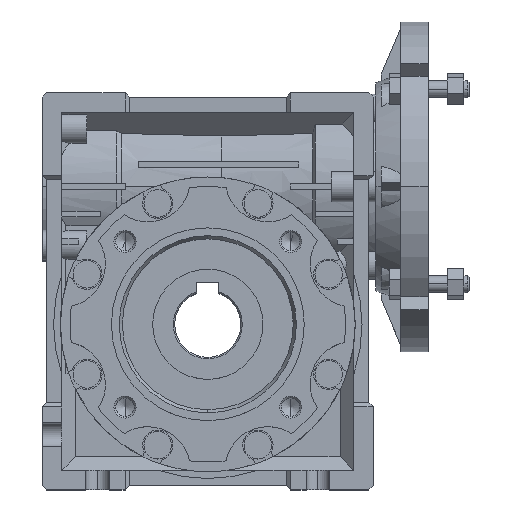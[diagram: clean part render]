
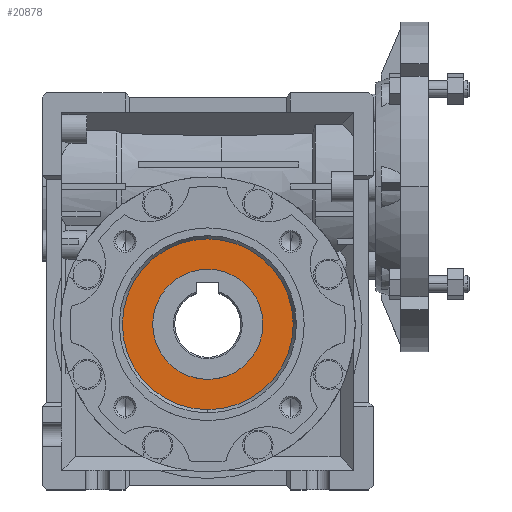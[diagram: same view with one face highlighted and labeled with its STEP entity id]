
A CAD part, top view. The second image highlights one B-rep face of the part: STEP entity #20878.
In plain terms, the highlighted planar face has unit normal (0, 0, 1).
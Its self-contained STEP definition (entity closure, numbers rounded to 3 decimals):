
#284 = CIRCLE ( 'NONE', #19030, 31. ) ;
#1103 = CARTESIAN_POINT ( 'NONE',  ( 0., 0., 44. ) ) ;
#1480 = DIRECTION ( 'NONE',  ( 0., -1., 0. ) ) ;
#2424 = DIRECTION ( 'NONE',  ( 0., 0., 1. ) ) ;
#3103 = ORIENTED_EDGE ( 'NONE', *, *, #8650, .F. ) ;
#3736 = DIRECTION ( 'NONE',  ( 0., 1., 0. ) ) ;
#4139 = EDGE_CURVE ( 'NONE', #14788, #23694, #24474, .T. ) ;
#6240 = EDGE_CURVE ( 'NONE', #27996, #7374, #22720, .T. ) ;
#7374 = VERTEX_POINT ( 'NONE', #20621 ) ;
#7576 = CIRCLE ( 'NONE', #26730, 20. ) ;
#8650 = EDGE_CURVE ( 'NONE', #7374, #27996, #7576, .T. ) ;
#9012 = CARTESIAN_POINT ( 'NONE',  ( 0., 20., 44. ) ) ;
#9937 = AXIS2_PLACEMENT_3D ( 'NONE', #30139, #17185, #1480 ) ;
#10933 = AXIS2_PLACEMENT_3D ( 'NONE', #1103, #19449, #3736 ) ;
#11447 = ORIENTED_EDGE ( 'NONE', *, *, #6240, .F. ) ;
#12402 = CARTESIAN_POINT ( 'NONE',  ( 0., 0., 44. ) ) ;
#13343 = AXIS2_PLACEMENT_3D ( 'NONE', #12402, #30623, #15063 ) ;
#14696 = FACE_OUTER_BOUND ( 'NONE', #18259, .T. ) ;
#14788 = VERTEX_POINT ( 'NONE', #25784 ) ;
#15063 = DIRECTION ( 'NONE',  ( 0., 1., 0. ) ) ;
#15464 = CARTESIAN_POINT ( 'NONE',  ( 0., 31., 44. ) ) ;
#15745 = DIRECTION ( 'NONE',  ( 0., 0., 1. ) ) ;
#16415 = EDGE_CURVE ( 'NONE', #23694, #14788, #284, .T. ) ;
#17185 = DIRECTION ( 'NONE',  ( 0., 0., -1. ) ) ;
#18155 = CARTESIAN_POINT ( 'NONE',  ( 0., 0., 44. ) ) ;
#18259 = EDGE_LOOP ( 'NONE', ( #28326, #29814 ) ) ;
#19030 = AXIS2_PLACEMENT_3D ( 'NONE', #31308, #15745, #33957 ) ;
#19449 = DIRECTION ( 'NONE',  ( 0., 0., 1. ) ) ;
#20621 = CARTESIAN_POINT ( 'NONE',  ( 0., -20., 44. ) ) ;
#20771 = DIRECTION ( 'NONE',  ( 0., 1., 0. ) ) ;
#20823 = FACE_BOUND ( 'NONE', #21309, .T. ) ;
#20878 = ADVANCED_FACE ( 'NONE', ( #14696, #20823 ), #24936, .F. ) ;
#21309 = EDGE_LOOP ( 'NONE', ( #11447, #3103 ) ) ;
#22720 = CIRCLE ( 'NONE', #13343, 20. ) ;
#23694 = VERTEX_POINT ( 'NONE', #15464 ) ;
#24474 = CIRCLE ( 'NONE', #10933, 31. ) ;
#24936 = PLANE ( 'NONE',  #9937 ) ;
#25784 = CARTESIAN_POINT ( 'NONE',  ( 0., -31., 44. ) ) ;
#26730 = AXIS2_PLACEMENT_3D ( 'NONE', #18155, #2424, #20771 ) ;
#27996 = VERTEX_POINT ( 'NONE', #9012 ) ;
#28326 = ORIENTED_EDGE ( 'NONE', *, *, #16415, .T. ) ;
#29814 = ORIENTED_EDGE ( 'NONE', *, *, #4139, .T. ) ;
#30139 = CARTESIAN_POINT ( 'NONE',  ( -31., 0., 44. ) ) ;
#30623 = DIRECTION ( 'NONE',  ( 0., 0., 1. ) ) ;
#31308 = CARTESIAN_POINT ( 'NONE',  ( 0., 0., 44. ) ) ;
#33957 = DIRECTION ( 'NONE',  ( 0., 1., 0. ) ) ;
